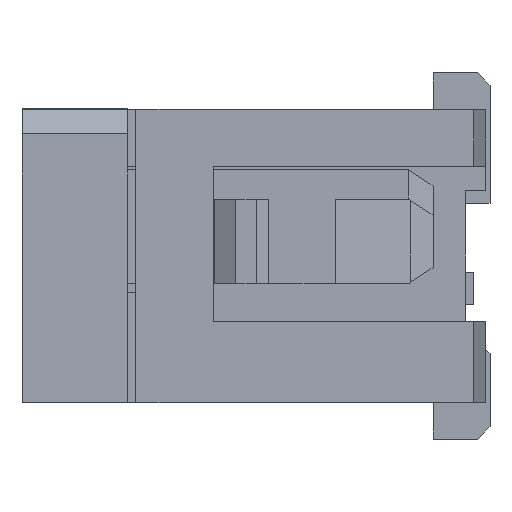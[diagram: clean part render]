
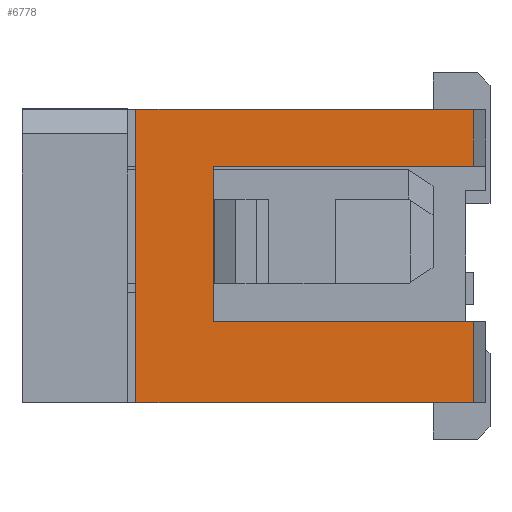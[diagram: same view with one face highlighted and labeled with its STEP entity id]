
A CAD part, left-side view. The second image highlights one B-rep face of the part: STEP entity #6778.
In plain terms, the highlighted planar face has unit normal (-1, 0, 0).
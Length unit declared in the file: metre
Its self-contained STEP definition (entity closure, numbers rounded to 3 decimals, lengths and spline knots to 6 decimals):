
#2132=ORIENTED_EDGE('',*,*,#2997,.F.);
#2133=ORIENTED_EDGE('',*,*,#2974,.F.);
#2134=ORIENTED_EDGE('',*,*,#2981,.T.);
#2135=ORIENTED_EDGE('',*,*,#2712,.F.);
#2136=ORIENTED_EDGE('',*,*,#2972,.F.);
#2137=ORIENTED_EDGE('',*,*,#2977,.F.);
#2138=ORIENTED_EDGE('',*,*,#2164,.F.);
#2139=ORIENTED_EDGE('',*,*,#3094,.T.);
#2164=EDGE_CURVE('',#3103,#3104,#3720,.T.);
#2712=EDGE_CURVE('',#3509,#3510,#4243,.T.);
#2972=EDGE_CURVE('',#3653,#3509,#4497,.T.);
#2974=EDGE_CURVE('',#3654,#3655,#4499,.T.);
#2977=EDGE_CURVE('',#3104,#3653,#4502,.T.);
#2981=EDGE_CURVE('',#3654,#3510,#4505,.T.);
#2997=EDGE_CURVE('',#3655,#3665,#4520,.T.);
#3094=EDGE_CURVE('',#3103,#3665,#4617,.T.);
#3103=VERTEX_POINT('',#10058);
#3104=VERTEX_POINT('',#10060);
#3509=VERTEX_POINT('',#11177);
#3510=VERTEX_POINT('',#11179);
#3653=VERTEX_POINT('',#11672);
#3654=VERTEX_POINT('',#11677);
#3655=VERTEX_POINT('',#11678);
#3665=VERTEX_POINT('',#11721);
#3720=LINE('',#10059,#4625);
#4243=LINE('',#11178,#5148);
#4497=LINE('',#11673,#5402);
#4499=LINE('',#11676,#5404);
#4502=LINE('',#11682,#5407);
#4505=LINE('',#11690,#5410);
#4520=LINE('',#11720,#5425);
#4617=LINE('',#11907,#5522);
#4625=VECTOR('',#8456,1.);
#5148=VECTOR('',#9359,1.);
#5402=VECTOR('',#9807,1.);
#5404=VECTOR('',#9811,1.);
#5407=VECTOR('',#9816,1.);
#5410=VECTOR('',#9825,1.);
#5425=VECTOR('',#9856,1.);
#5522=VECTOR('',#10033,1.);
#5846=EDGE_LOOP('',(#2132,#2133,#2134,#2135,#2136,#2137,#2138,#2139));
#6171=FACE_BOUND('',#5846,.T.);
#6466=PLANE('',#8441);
#6778=ADVANCED_FACE('',(#6171),#6466,.F.);
#8441=AXIS2_PLACEMENT_3D('',#11908,#10034,#10035);
#8456=DIRECTION('',(0.,-1.,0.));
#9359=DIRECTION('',(0.,0.,-1.));
#9807=DIRECTION('',(0.,1.,0.));
#9811=DIRECTION('',(0.,0.,-1.));
#9816=DIRECTION('',(0.,0.,-1.));
#9825=DIRECTION('',(0.,1.,0.));
#9856=DIRECTION('',(0.,1.,0.));
#10033=DIRECTION('',(0.,0.,-1.));
#10034=DIRECTION('',(1.,0.,0.));
#10035=DIRECTION('',(0.,-1.,0.));
#10058=CARTESIAN_POINT('',(-0.005425,0.0043,0.0018));
#10059=CARTESIAN_POINT('',(-0.005425,0.0043,0.0018));
#10060=CARTESIAN_POINT('',(-0.005425,0.00015,0.0018));
#11177=CARTESIAN_POINT('',(-0.005425,0.00335,0.0011));
#11178=CARTESIAN_POINT('',(-0.005425,0.00335,0.0011));
#11179=CARTESIAN_POINT('',(-0.005425,0.00335,-0.0008));
#11672=CARTESIAN_POINT('',(-0.005425,0.00015,0.0011));
#11673=CARTESIAN_POINT('',(-0.005425,0.00015,0.0011));
#11676=CARTESIAN_POINT('',(-0.005425,0.00015,-0.0008));
#11677=CARTESIAN_POINT('',(-0.005425,0.00015,-0.0008));
#11678=CARTESIAN_POINT('',(-0.005425,0.00015,-0.0018));
#11682=CARTESIAN_POINT('',(-0.005425,0.00015,0.0018));
#11690=CARTESIAN_POINT('',(-0.005425,0.00015,-0.0008));
#11720=CARTESIAN_POINT('',(-0.005425,0.0057,-0.0018));
#11721=CARTESIAN_POINT('',(-0.005425,0.0043,-0.0018));
#11907=CARTESIAN_POINT('',(-0.005425,0.0043,0.0018));
#11908=CARTESIAN_POINT('',(-0.005425,0.,0.));
